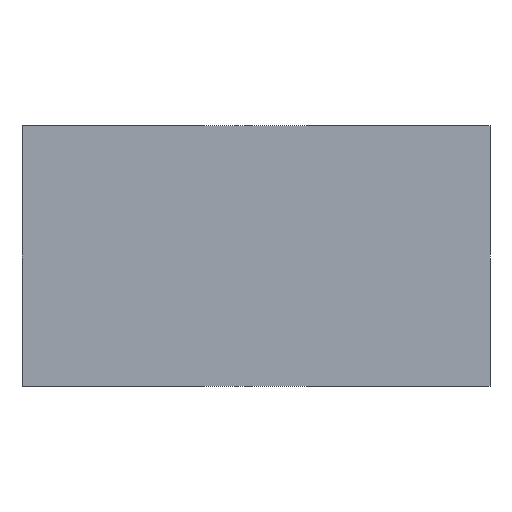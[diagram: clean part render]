
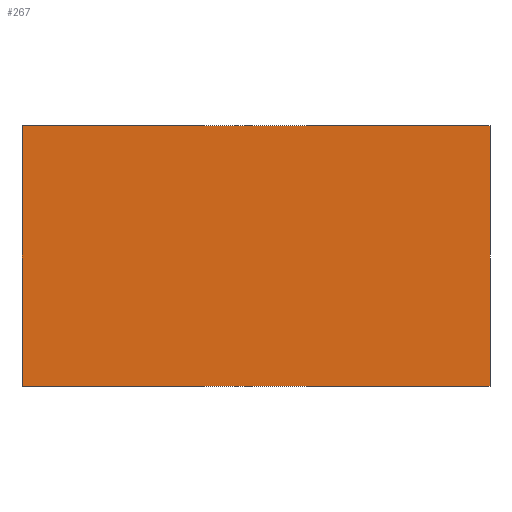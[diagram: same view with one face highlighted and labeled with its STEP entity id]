
A CAD part, front view. The second image highlights one B-rep face of the part: STEP entity #267.
In plain terms, the highlighted planar face has unit normal (0, -1, 0).
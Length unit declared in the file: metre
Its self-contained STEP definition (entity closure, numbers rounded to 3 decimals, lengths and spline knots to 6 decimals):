
#48=ORIENTED_EDGE('',*,*,#112,.F.);
#49=ORIENTED_EDGE('',*,*,#111,.F.);
#50=ORIENTED_EDGE('',*,*,#113,.T.);
#51=ORIENTED_EDGE('',*,*,#114,.T.);
#111=EDGE_CURVE('',#139,#138,#171,.T.);
#112=EDGE_CURVE('',#138,#140,#172,.T.);
#113=EDGE_CURVE('',#139,#141,#173,.T.);
#114=EDGE_CURVE('',#141,#140,#174,.T.);
#138=VERTEX_POINT('',#419);
#139=VERTEX_POINT('',#421);
#140=VERTEX_POINT('',#425);
#141=VERTEX_POINT('',#427);
#171=LINE('',#422,#207);
#172=LINE('',#424,#208);
#173=LINE('',#426,#209);
#174=LINE('',#428,#210);
#207=VECTOR('',#346,1.);
#208=VECTOR('',#349,1.);
#209=VECTOR('',#350,1.);
#210=VECTOR('',#351,1.);
#225=EDGE_LOOP('',(#48,#49,#50,#51));
#239=FACE_BOUND('',#225,.T.);
#253=PLANE('',#294);
#267=ADVANCED_FACE('',(#239),#253,.T.);
#294=AXIS2_PLACEMENT_3D('',#423,#347,#348);
#346=DIRECTION('',(0.,0.,-1.));
#347=DIRECTION('',(0.,-1.,0.));
#348=DIRECTION('',(0.,0.,-1.));
#349=DIRECTION('',(-1.,0.,0.));
#350=DIRECTION('',(-1.,0.,0.));
#351=DIRECTION('',(0.,0.,-1.));
#419=CARTESIAN_POINT('',(0.111156,-0.0925,-0.084449));
#421=CARTESIAN_POINT('',(0.111156,-0.0925,-0.074449));
#422=CARTESIAN_POINT('',(0.111156,-0.0925,-0.074449));
#423=CARTESIAN_POINT('',(0.102156,-0.0925,-0.074449));
#424=CARTESIAN_POINT('',(0.102156,-0.0925,-0.084449));
#425=CARTESIAN_POINT('',(0.093156,-0.0925,-0.084449));
#426=CARTESIAN_POINT('',(0.102156,-0.0925,-0.074449));
#427=CARTESIAN_POINT('',(0.093156,-0.0925,-0.074449));
#428=CARTESIAN_POINT('',(0.093156,-0.0925,-0.074449));
